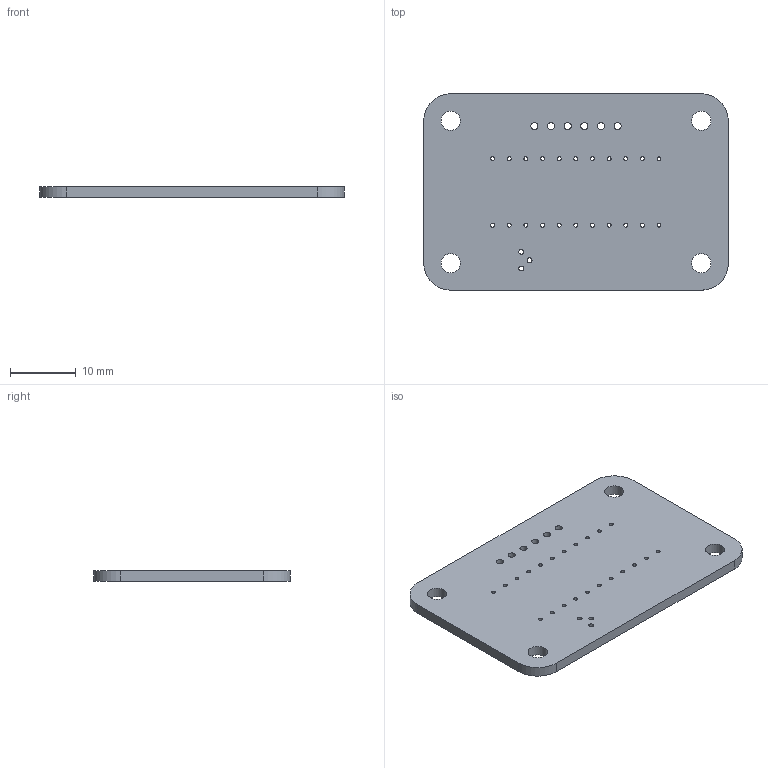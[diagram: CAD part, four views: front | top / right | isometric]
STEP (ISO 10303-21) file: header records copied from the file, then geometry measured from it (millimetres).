
FILE_DESCRIPTION(('KiCad electronic assembly'),'2;1');
FILE_NAME('CCD_Board.step','2023-05-02T21:27:15',('Pcbnew'),('Kicad'), 'Open CASCADE STEP processor 7.6','KiCad to STEP converter','Unknown' );
FILE_SCHEMA(('AUTOMOTIVE_DESIGN { 1 0 10303 214 1 1 1 1 }'));
Length unit declared in the file: millimetre
Products named in the file (2): CCD_Board 1; CCD_Board PCB
Assembly tree (1 placements, depth 2):
  CCD_Board 1
    CCD_Board PCB
Bounding box: 46.48 x 29.98 x 1.6 mm (x, y, z)
Volume: 2142 mm3; surface area: 3080.8 mm2
Topology: 1 solids, 1 shells, 45 faces, 129 edges, 86 vertices
Faces by surface type: cylinder 39, plane 6
Full cylindrical faces by diameter (mm): 0.6 x22, 0.75 x3, 1.09 x6, 2.946 x4
Entity records: 3385 total; most frequent: DIRECTION 559, CARTESIAN_POINT 520, ORIENTED_EDGE 258, PCURVE 258, DEFINITIONAL_REPRESENTATION 258, LINE 231, VECTOR 231, CIRCLE 156
